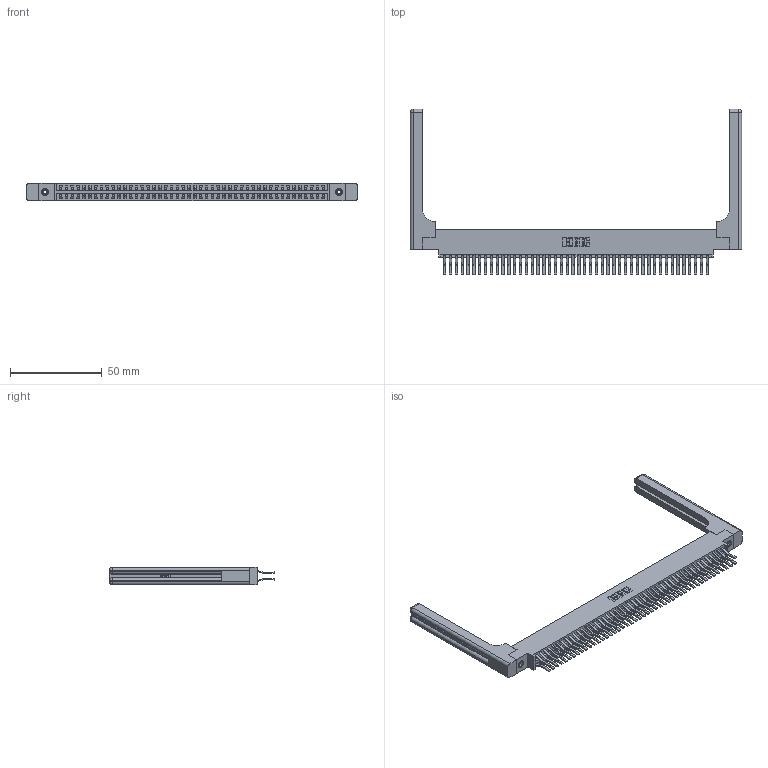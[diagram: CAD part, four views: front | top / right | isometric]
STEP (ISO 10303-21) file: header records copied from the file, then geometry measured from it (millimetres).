
FILE_DESCRIPTION (( 'STEP AP203' ), '1' );
FILE_NAME ('396-092-560-858.STEP', '2019-11-02T16:06:35', ( '' ), ( '' ), 'SwSTEP 2.0', 'SolidWorks 2016', '' );
FILE_SCHEMA (( 'CONFIG_CONTROL_DESIGN' ));
Length unit declared in the file: inch
Products named in the file (5): 346 Part_0.170 Offset - 0.156 Dia-TH; 345-292-001_560 Tail; 345-250-001_345-250-001-102; 346-220-058_345-220-058; 396-092-560-858
Assembly tree (97 placements, depth 2):
  396-092-560-858
    346 Part_0.170 Offset - 0.156 Dia-TH
    345-292-001_560 Tail  x92
    345-250-001_345-250-001-102  x2
    346-220-058_345-220-058  x2
Bounding box: 180.11 x 90.05 x 9.4 mm (x, y, z)
Volume: 25536.8 mm3; surface area: 31624.8 mm2
Topology: 97 solids, 97 shells, 5350 faces, 15819 edges, 10402 vertices
Faces by surface type: plane 3448, cylinder 1842, bspline 36, cone 12, sphere 8, torus 4
Entity records: 34884 total; most frequent: CARTESIAN_POINT 6753, ORIENTED_EDGE 5484, DIRECTION 4938, EDGE_CURVE 2742, VECTOR 2330, LINE 2330, VERTEX_POINT 1818, AXIS2_PLACEMENT_3D 1304
